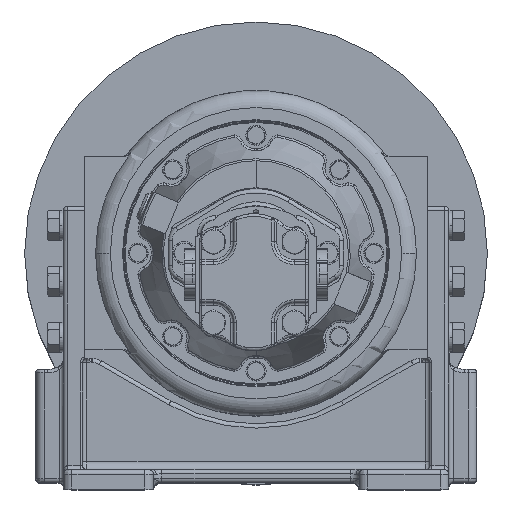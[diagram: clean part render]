
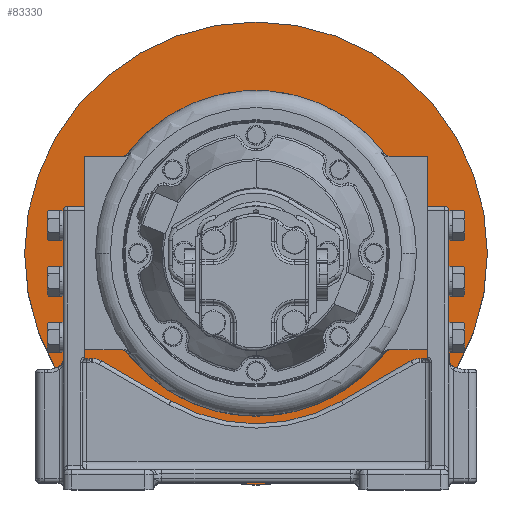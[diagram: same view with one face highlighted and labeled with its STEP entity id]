
A CAD part, top view. The second image highlights one B-rep face of the part: STEP entity #83330.
In plain terms, the highlighted planar face has unit normal (0, 0, 1).
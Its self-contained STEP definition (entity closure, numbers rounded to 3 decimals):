
#65367=CARTESIAN_POINT('',(0.,0.,-2.608));
#65368=DIRECTION('',(0.,0.,1.));
#65369=DIRECTION('',(1.,0.,0.));
#65370=AXIS2_PLACEMENT_3D('',#65367,#65368,#65369);
#65372=CARTESIAN_POINT('',(0.,0.,-2.608));
#65373=DIRECTION('',(0.,0.,1.));
#65374=DIRECTION('',(-1.,0.,0.));
#65375=AXIS2_PLACEMENT_3D('',#65372,#65373,#65374);
#65377=CARTESIAN_POINT('',(0.,0.,-2.608));
#65378=DIRECTION('',(0.,0.,-1.));
#65379=DIRECTION('',(1.,0.,0.));
#65380=AXIS2_PLACEMENT_3D('',#65377,#65378,#65379);
#65382=CARTESIAN_POINT('',(0.,0.,-2.608));
#65383=DIRECTION('',(0.,0.,-1.));
#65384=DIRECTION('',(-1.,0.,0.));
#65385=AXIS2_PLACEMENT_3D('',#65382,#65383,#65384);
#71014=CARTESIAN_POINT('',(3.161,0.,-2.608));
#71015=VERTEX_POINT('',#71014);
#71026=CARTESIAN_POINT('',(-3.161,0.,-2.608));
#71027=VERTEX_POINT('',#71026);
#71032=CARTESIAN_POINT('',(6.75,0.,-2.608));
#71033=CARTESIAN_POINT('',(-6.75,0.,-2.608));
#71034=VERTEX_POINT('',#71032);
#71035=VERTEX_POINT('',#71033);
#83315=CARTESIAN_POINT('',(0.,0.,-2.608));
#83316=DIRECTION('',(0.,0.,-1.));
#83317=DIRECTION('',(1.,0.,0.));
#83318=AXIS2_PLACEMENT_3D('',#83315,#83316,#83317);
#83319=PLANE('',#83318);
#83321=ORIENTED_EDGE('',*,*,#83320,.F.);
#83323=ORIENTED_EDGE('',*,*,#83322,.F.);
#83324=EDGE_LOOP('',(#83321,#83323));
#83325=FACE_OUTER_BOUND('',#83324,.F.);
#83326=ORIENTED_EDGE('',*,*,#83261,.F.);
#83327=ORIENTED_EDGE('',*,*,#83284,.F.);
#83328=EDGE_LOOP('',(#83326,#83327));
#83329=FACE_BOUND('',#83328,.F.);
#65371=CIRCLE('',#65370,6.75);
#65376=CIRCLE('',#65375,6.75);
#65381=CIRCLE('',#65380,3.161);
#65386=CIRCLE('',#65385,3.161);
#83261=EDGE_CURVE('',#71015,#71027,#65381,.T.);
#83284=EDGE_CURVE('',#71027,#71015,#65386,.T.);
#83320=EDGE_CURVE('',#71034,#71035,#65371,.T.);
#83322=EDGE_CURVE('',#71035,#71034,#65376,.T.);
#83330=ADVANCED_FACE('',(#83325,#83329),#83319,.F.);
